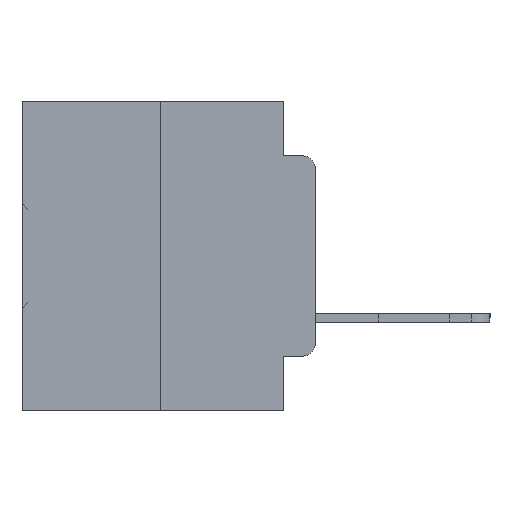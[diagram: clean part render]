
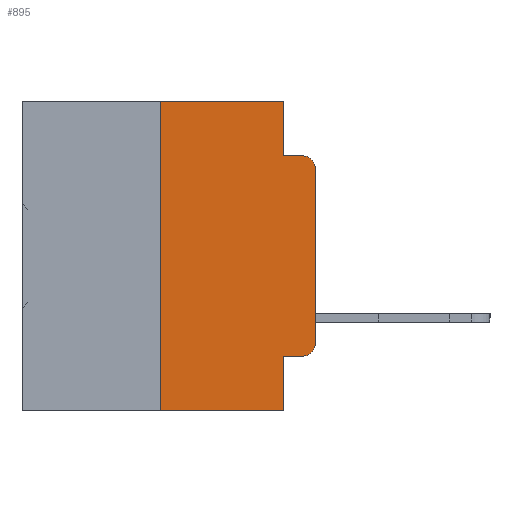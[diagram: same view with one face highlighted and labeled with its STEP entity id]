
A CAD part, left-side view. The second image highlights one B-rep face of the part: STEP entity #895.
In plain terms, the highlighted planar face has unit normal (-1, 0, 0).
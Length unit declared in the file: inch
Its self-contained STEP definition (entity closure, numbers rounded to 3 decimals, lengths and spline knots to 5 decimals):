
#204 = ORIENTED_EDGE ( 'NONE', *, *, #17767, .T. ) ;
#895 = ADVANCED_FACE ( 'NONE', ( #28482 ), #30388, .F. ) ;
#1608 = AXIS2_PLACEMENT_3D ( 'NONE', #9579, #20602, #2473 ) ;
#1911 = LINE ( 'NONE', #11817, #22687 ) ;
#2234 = VERTEX_POINT ( 'NONE', #15284 ) ;
#2419 = CARTESIAN_POINT ( 'NONE',  ( 0., 0.051, 0. ) ) ;
#2473 = DIRECTION ( 'NONE',  ( 0., 0., -1. ) ) ;
#2544 = ORIENTED_EDGE ( 'NONE', *, *, #24697, .T. ) ;
#2635 = CARTESIAN_POINT ( 'NONE',  ( 0., 0.051, -0.0885 ) ) ;
#3115 = ORIENTED_EDGE ( 'NONE', *, *, #28381, .T. ) ;
#3565 = ORIENTED_EDGE ( 'NONE', *, *, #18900, .F. ) ;
#3672 = CARTESIAN_POINT ( 'NONE',  ( 0., 0.051, -0.4115 ) ) ;
#4399 = CARTESIAN_POINT ( 'NONE',  ( 0., 0., -0.3915 ) ) ;
#5066 = DIRECTION ( 'NONE',  ( 0., -1., 0. ) ) ;
#5373 = ORIENTED_EDGE ( 'NONE', *, *, #5506, .F. ) ;
#5506 = EDGE_CURVE ( 'NONE', #2234, #11737, #1911, .T. ) ;
#5847 = VERTEX_POINT ( 'NONE', #32039 ) ;
#6173 = VERTEX_POINT ( 'NONE', #4399 ) ;
#6461 = CARTESIAN_POINT ( 'NONE',  ( 0., 0.02, -0.0885 ) ) ;
#6789 = VERTEX_POINT ( 'NONE', #2635 ) ;
#6863 = CIRCLE ( 'NONE', #10701, 0.02 ) ;
#7427 = LINE ( 'NONE', #2419, #21681 ) ;
#7960 = DIRECTION ( 'NONE',  ( 0., 0., -1. ) ) ;
#8214 = LINE ( 'NONE', #21277, #23250 ) ;
#9402 = DIRECTION ( 'NONE',  ( 0., -1., 0. ) ) ;
#9579 = CARTESIAN_POINT ( 'NONE',  ( 0., 0.473, 0. ) ) ;
#10118 = DIRECTION ( 'NONE',  ( 0., -1., 0. ) ) ;
#10136 = LINE ( 'NONE', #3672, #23483 ) ;
#10701 = AXIS2_PLACEMENT_3D ( 'NONE', #29498, #13687, #32074 ) ;
#11421 = ORIENTED_EDGE ( 'NONE', *, *, #25994, .F. ) ;
#11531 = AXIS2_PLACEMENT_3D ( 'NONE', #29393, #13598, #31975 ) ;
#11717 = CARTESIAN_POINT ( 'NONE',  ( 0., 0.051, 0. ) ) ;
#11735 = CIRCLE ( 'NONE', #11531, 0.02 ) ;
#11737 = VERTEX_POINT ( 'NONE', #14383 ) ;
#11817 = CARTESIAN_POINT ( 'NONE',  ( 0., 0.25, 0. ) ) ;
#12847 = CARTESIAN_POINT ( 'NONE',  ( 0., 0.473, 0. ) ) ;
#12987 = LINE ( 'NONE', #12847, #19249 ) ;
#13598 = DIRECTION ( 'NONE',  ( -1., 0., 0. ) ) ;
#13687 = DIRECTION ( 'NONE',  ( -1., 0., 0. ) ) ;
#13975 = EDGE_CURVE ( 'NONE', #5847, #18037, #10136, .T. ) ;
#14168 = CARTESIAN_POINT ( 'NONE',  ( 0., 0.051, 0. ) ) ;
#14383 = CARTESIAN_POINT ( 'NONE',  ( 0., 0.25, 0. ) ) ;
#14468 = VERTEX_POINT ( 'NONE', #14168 ) ;
#14671 = CARTESIAN_POINT ( 'NONE',  ( 0., 0.02, -0.4115 ) ) ;
#14909 = ORIENTED_EDGE ( 'NONE', *, *, #20172, .T. ) ;
#15284 = CARTESIAN_POINT ( 'NONE',  ( 0., 0.25, -0.5 ) ) ;
#15518 = ORIENTED_EDGE ( 'NONE', *, *, #32239, .F. ) ;
#17767 = EDGE_CURVE ( 'NONE', #6173, #27516, #21717, .T. ) ;
#17906 = CARTESIAN_POINT ( 'NONE',  ( 0., 0.473, -0.5 ) ) ;
#18037 = VERTEX_POINT ( 'NONE', #14671 ) ;
#18260 = CARTESIAN_POINT ( 'NONE',  ( 0., 0., 0. ) ) ;
#18900 = EDGE_CURVE ( 'NONE', #6789, #26306, #8214, .T. ) ;
#19249 = VECTOR ( 'NONE', #10118, 39.37008 ) ;
#19778 = DIRECTION ( 'NONE',  ( 0., 0., -1. ) ) ;
#20172 = EDGE_CURVE ( 'NONE', #2234, #27692, #25588, .T. ) ;
#20602 = DIRECTION ( 'NONE',  ( 1., 0., 0. ) ) ;
#20955 = CARTESIAN_POINT ( 'NONE',  ( 0., 0., -0.1085 ) ) ;
#21277 = CARTESIAN_POINT ( 'NONE',  ( 0., 0.051, -0.0885 ) ) ;
#21681 = VECTOR ( 'NONE', #7960, 39.37008 ) ;
#21717 = LINE ( 'NONE', #18260, #33095 ) ;
#21976 = EDGE_CURVE ( 'NONE', #11737, #14468, #12987, .T. ) ;
#22352 = EDGE_LOOP ( 'NONE', ( #204, #3115, #3565, #11421, #34142, #5373, #14909, #15518, #23895, #2544 ) ) ;
#22687 = VECTOR ( 'NONE', #30305, 39.37008 ) ;
#22853 = LINE ( 'NONE', #11717, #29824 ) ;
#23250 = VECTOR ( 'NONE', #5066, 39.37008 ) ;
#23483 = VECTOR ( 'NONE', #9402, 39.37008 ) ;
#23895 = ORIENTED_EDGE ( 'NONE', *, *, #13975, .T. ) ;
#24420 = CARTESIAN_POINT ( 'NONE',  ( 0., 0.051, -0.5 ) ) ;
#24697 = EDGE_CURVE ( 'NONE', #18037, #6173, #11735, .T. ) ;
#24778 = VECTOR ( 'NONE', #25690, 39.37008 ) ;
#25588 = LINE ( 'NONE', #17906, #24778 ) ;
#25690 = DIRECTION ( 'NONE',  ( 0., -1., 0. ) ) ;
#25994 = EDGE_CURVE ( 'NONE', #14468, #6789, #7427, .T. ) ;
#26306 = VERTEX_POINT ( 'NONE', #6461 ) ;
#27516 = VERTEX_POINT ( 'NONE', #20955 ) ;
#27692 = VERTEX_POINT ( 'NONE', #24420 ) ;
#28381 = EDGE_CURVE ( 'NONE', #27516, #26306, #6863, .T. ) ;
#28482 = FACE_OUTER_BOUND ( 'NONE', #22352, .T. ) ;
#29393 = CARTESIAN_POINT ( 'NONE',  ( 0., 0.02, -0.3915 ) ) ;
#29498 = CARTESIAN_POINT ( 'NONE',  ( 0., 0.02, -0.1085 ) ) ;
#29824 = VECTOR ( 'NONE', #19778, 39.37008 ) ;
#30305 = DIRECTION ( 'NONE',  ( 0., 0., 1. ) ) ;
#30388 = PLANE ( 'NONE',  #1608 ) ;
#31303 = DIRECTION ( 'NONE',  ( 0., 0., 1. ) ) ;
#31975 = DIRECTION ( 'NONE',  ( 0., 0., -1. ) ) ;
#32039 = CARTESIAN_POINT ( 'NONE',  ( 0., 0.051, -0.4115 ) ) ;
#32074 = DIRECTION ( 'NONE',  ( 0., 0., -1. ) ) ;
#32239 = EDGE_CURVE ( 'NONE', #5847, #27692, #22853, .T. ) ;
#33095 = VECTOR ( 'NONE', #31303, 39.37008 ) ;
#34142 = ORIENTED_EDGE ( 'NONE', *, *, #21976, .F. ) ;
